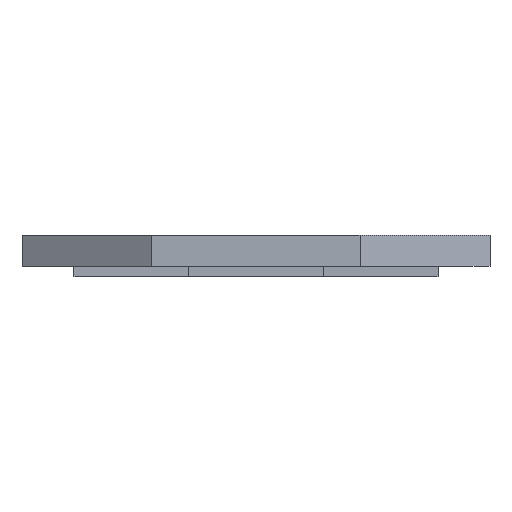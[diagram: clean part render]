
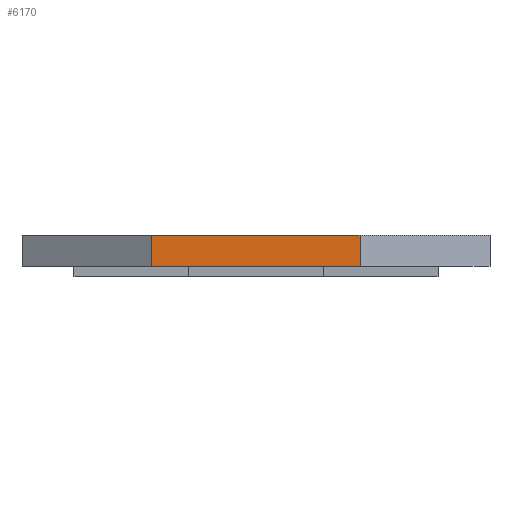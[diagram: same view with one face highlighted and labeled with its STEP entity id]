
A CAD part, front view. The second image highlights one B-rep face of the part: STEP entity #6170.
In plain terms, the highlighted planar face has unit normal (0, -1, 0).
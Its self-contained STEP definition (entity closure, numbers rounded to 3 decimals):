
#869=FACE_OUTER_BOUND('',#1236,.T.);
#1236=EDGE_LOOP('',(#5400,#5401,#5402,#5403));
#1884=LINE('',#10205,#2480);
#1903=LINE('',#10242,#2499);
#1905=LINE('',#10246,#2501);
#1906=LINE('',#10247,#2502);
#2480=VECTOR('',#8446,10.);
#2499=VECTOR('',#8479,10.);
#2501=VECTOR('',#8483,10.);
#2502=VECTOR('',#8484,10.);
#3083=VERTEX_POINT('',#10202);
#3084=VERTEX_POINT('',#10204);
#3095=VERTEX_POINT('',#10241);
#3096=VERTEX_POINT('',#10245);
#3942=EDGE_CURVE('',#3084,#3083,#1884,.T.);
#3961=EDGE_CURVE('',#3095,#3084,#1903,.T.);
#3963=EDGE_CURVE('',#3096,#3083,#1905,.T.);
#3964=EDGE_CURVE('',#3095,#3096,#1906,.T.);
#5400=ORIENTED_EDGE('',*,*,#3942,.T.);
#5401=ORIENTED_EDGE('',*,*,#3963,.F.);
#5402=ORIENTED_EDGE('',*,*,#3964,.F.);
#5403=ORIENTED_EDGE('',*,*,#3961,.T.);
#5877=PLANE('',#6759);
#6170=ADVANCED_FACE('',(#869),#5877,.F.);
#6759=AXIS2_PLACEMENT_3D('',#10244,#8481,#8482);
#8446=DIRECTION('',(1.,0.,0.));
#8479=DIRECTION('',(0.,0.,-1.));
#8481=DIRECTION('center_axis',(0.,1.,0.));
#8482=DIRECTION('ref_axis',(0.,0.,1.));
#8483=DIRECTION('',(0.,0.,-1.));
#8484=DIRECTION('',(1.,0.,0.));
#10202=CARTESIAN_POINT('',(40.,25.,2.));
#10204=CARTESIAN_POINT('',(0.,25.,2.));
#10205=CARTESIAN_POINT('',(20.012,25.,2.));
#10241=CARTESIAN_POINT('',(0.,25.,8.));
#10242=CARTESIAN_POINT('',(0.,25.,5.));
#10244=CARTESIAN_POINT('Origin',(20.,25.,5.));
#10245=CARTESIAN_POINT('',(40.,25.,8.));
#10246=CARTESIAN_POINT('',(40.,25.,5.));
#10247=CARTESIAN_POINT('',(20.019,25.,8.));
